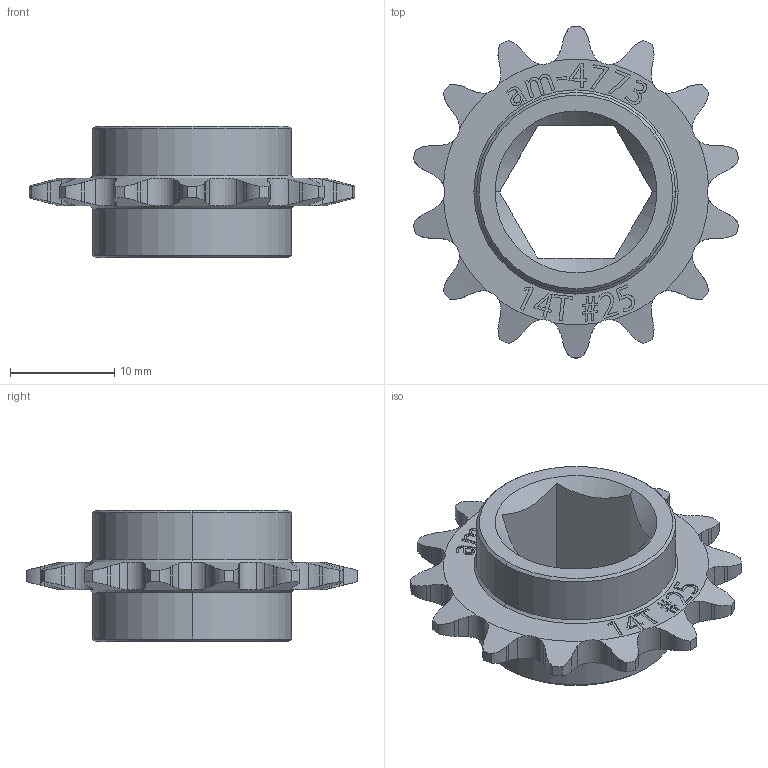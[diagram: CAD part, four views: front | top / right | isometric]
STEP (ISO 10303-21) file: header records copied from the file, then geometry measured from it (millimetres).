
FILE_DESCRIPTION (( 'STEP AP203' ), '1' );
FILE_NAME ('am-4773 14T 25 Chain 500in Hex Symmetrical.STEP', '2022-08-02T13:09:16', ( '' ), ( '' ), 'SwSTEP 2.0', 'SolidWorks 2022', '' );
FILE_SCHEMA (( 'CONFIG_CONTROL_DESIGN' ));
Length unit declared in the file: inch
Products named in the file (1): am-4773 14T 25 Chain 500in Hex Symmetrical
Bounding box: 31.17 x 31.78 x 12.57 mm (x, y, z)
Volume: 2591 mm3; surface area: 2303.9 mm2
Topology: 1 solids, 1 shells, 385 faces, 1080 edges, 716 vertices
Faces by surface type: plane 195, cylinder 95, bspline 55, cone 40
Entity records: 15229 total; most frequent: CARTESIAN_POINT 5985, ORIENTED_EDGE 2160, DIRECTION 1490, EDGE_CURVE 1080, VERTEX_POINT 716, VECTOR 616, LINE 616, AXIS2_PLACEMENT_3D 437
